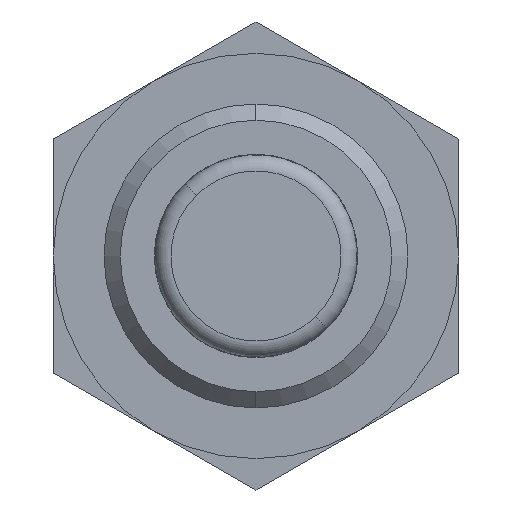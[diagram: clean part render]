
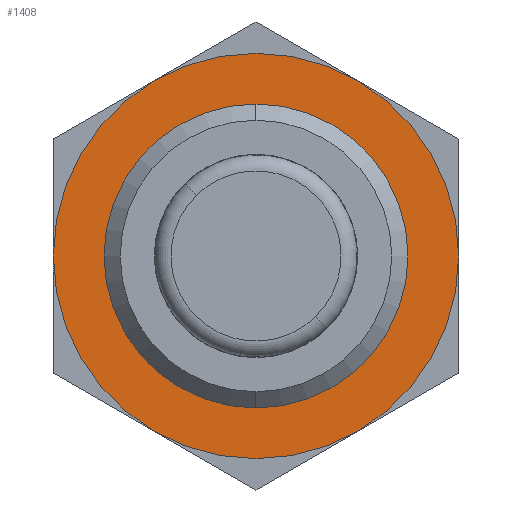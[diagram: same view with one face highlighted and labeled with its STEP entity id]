
A CAD part, left-side view. The second image highlights one B-rep face of the part: STEP entity #1408.
In plain terms, the highlighted planar face has unit normal (-1, 0, 0).
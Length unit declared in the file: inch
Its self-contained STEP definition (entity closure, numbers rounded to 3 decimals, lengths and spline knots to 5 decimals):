
#70 = DIRECTION ( 'NONE',  ( 1., 0., 0. ) ) ;
#81 = ORIENTED_EDGE ( 'NONE', *, *, #131, .T. ) ;
#131 = EDGE_CURVE ( 'NONE', #930, #534, #782, .T. ) ;
#134 = CARTESIAN_POINT ( 'NONE',  ( 0.28, 0., 0. ) ) ;
#140 = VERTEX_POINT ( 'NONE', #821 ) ;
#156 = CIRCLE ( 'NONE', #1387, 0.25 ) ;
#168 = DIRECTION ( 'NONE',  ( 1., 0., 0. ) ) ;
#190 = CARTESIAN_POINT ( 'NONE',  ( 0.28, 0., 0. ) ) ;
#352 = CARTESIAN_POINT ( 'NONE',  ( 0.28, 0., -0.1875 ) ) ;
#353 = AXIS2_PLACEMENT_3D ( 'NONE', #1344, #1374, #1469 ) ;
#374 = AXIS2_PLACEMENT_3D ( 'NONE', #794, #70, #1271 ) ;
#379 = ORIENTED_EDGE ( 'NONE', *, *, #573, .T. ) ;
#410 = EDGE_LOOP ( 'NONE', ( #379, #81 ) ) ;
#421 = CARTESIAN_POINT ( 'NONE',  ( 0.28, 0., 0.1875 ) ) ;
#534 = VERTEX_POINT ( 'NONE', #421 ) ;
#573 = EDGE_CURVE ( 'NONE', #534, #930, #1042, .T. ) ;
#643 = DIRECTION ( 'NONE',  ( 0., 0., -1. ) ) ;
#666 = EDGE_CURVE ( 'NONE', #1474, #140, #156, .T. ) ;
#715 = CARTESIAN_POINT ( 'NONE',  ( 0.28, 0., 0.25 ) ) ;
#731 = ORIENTED_EDGE ( 'NONE', *, *, #666, .F. ) ;
#765 = DIRECTION ( 'NONE',  ( 1., 0., 0. ) ) ;
#782 = CIRCLE ( 'NONE', #374, 0.1875 ) ;
#794 = CARTESIAN_POINT ( 'NONE',  ( 0.28, 0., 0. ) ) ;
#821 = CARTESIAN_POINT ( 'NONE',  ( 0.28, 0., -0.25 ) ) ;
#849 = EDGE_LOOP ( 'NONE', ( #731, #955 ) ) ;
#861 = DIRECTION ( 'NONE',  ( 1., 0., 0. ) ) ;
#877 = DIRECTION ( 'NONE',  ( 0., 0., -1. ) ) ;
#891 = AXIS2_PLACEMENT_3D ( 'NONE', #190, #765, #877 ) ;
#930 = VERTEX_POINT ( 'NONE', #352 ) ;
#955 = ORIENTED_EDGE ( 'NONE', *, *, #1067, .F. ) ;
#1004 = AXIS2_PLACEMENT_3D ( 'NONE', #134, #861, #1319 ) ;
#1042 = CIRCLE ( 'NONE', #891, 0.1875 ) ;
#1043 = CIRCLE ( 'NONE', #353, 0.25 ) ;
#1067 = EDGE_CURVE ( 'NONE', #140, #1474, #1043, .T. ) ;
#1215 = FACE_BOUND ( 'NONE', #410, .T. ) ;
#1245 = CARTESIAN_POINT ( 'NONE',  ( 0.28, 0., 0. ) ) ;
#1271 = DIRECTION ( 'NONE',  ( 0., 0., -1. ) ) ;
#1319 = DIRECTION ( 'NONE',  ( 0., 0., -1. ) ) ;
#1344 = CARTESIAN_POINT ( 'NONE',  ( 0.28, 0., 0. ) ) ;
#1374 = DIRECTION ( 'NONE',  ( 1., 0., 0. ) ) ;
#1387 = AXIS2_PLACEMENT_3D ( 'NONE', #1245, #168, #643 ) ;
#1408 = ADVANCED_FACE ( 'NONE', ( #1535, #1215 ), #1427, .F. ) ;
#1427 = PLANE ( 'NONE',  #1004 ) ;
#1469 = DIRECTION ( 'NONE',  ( 0., 0., -1. ) ) ;
#1474 = VERTEX_POINT ( 'NONE', #715 ) ;
#1535 = FACE_OUTER_BOUND ( 'NONE', #849, .T. ) ;
